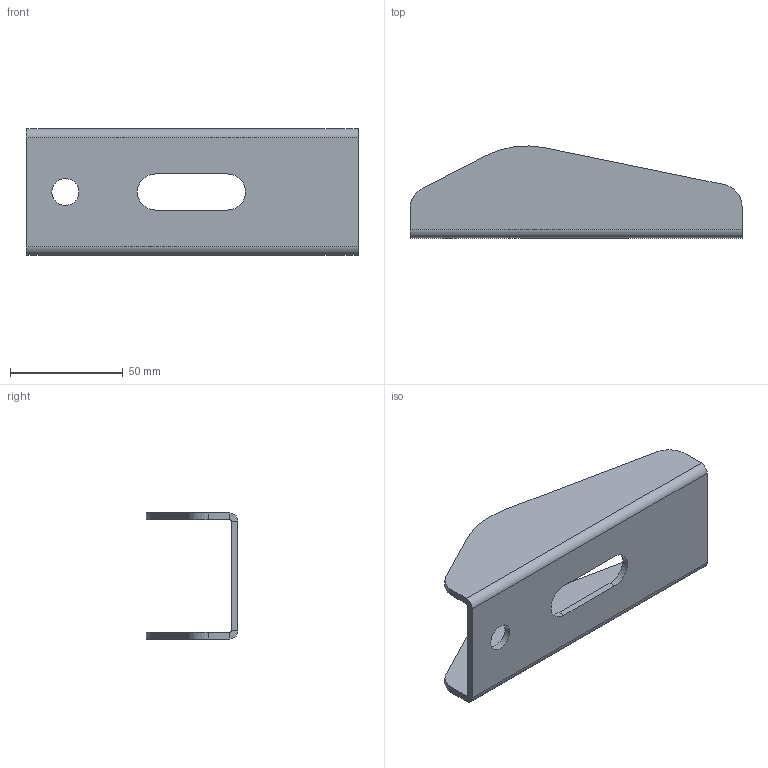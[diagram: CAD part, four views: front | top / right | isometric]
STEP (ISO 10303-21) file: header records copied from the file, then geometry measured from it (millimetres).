
FILE_DESCRIPTION((' '),'2;1');
FILE_NAME( '10 20 456 (Stiffening Closure).stp', '2025-03-20T16:23:33', (' '), ('--- ---'), ' V2025.1 Dec 16 2024', ' 2025 (c)', ' ');
FILE_SCHEMA(('AP242_MANAGED_MODEL_BASED_3D_ENGINEERING_MIM_LF { 1 0 10303 442 1 1 4 }'));
Length unit declared in the file: millimetre
Products named in the file (1): 10 20 456 (Stiffening Closure)
Bounding box: 147.5 x 40.85 x 56 mm (x, y, z)
Volume: 46889.2 mm3; surface area: 33153.6 mm2
Topology: 1 solids, 1 shells, 35 faces, 83 edges, 50 vertices
Faces by surface type: plane 22, cylinder 13
Full cylindrical faces by diameter (mm): 12 x1
Entity records: 1211 total; most frequent: CARTESIAN_POINT 271, DIRECTION 196, ORIENTED_EDGE 164, EDGE_CURVE 82, AXIS2_PLACEMENT_3D 70, VECTOR 56, LINE 56, VERTEX_POINT 50
